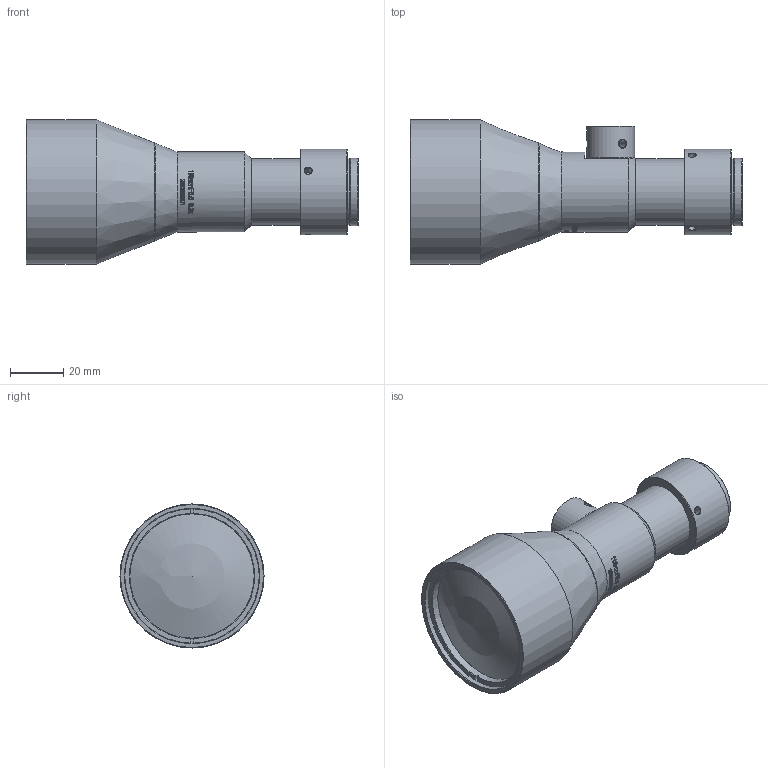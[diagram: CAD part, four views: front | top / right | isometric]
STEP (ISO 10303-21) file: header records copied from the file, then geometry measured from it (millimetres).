
FILE_DESCRIPTION(/* description */ (''),/* implementation_level */ '2;1');
FILE_NAME(/* name */ 'TC030110A_ASM.stp',/* time_stamp */ '2022-03-22T14:31:47+08:00',/* author */ (''),/* organization */ (''),/* preprocessor_version */ 'ST-DEVELOPER v16',/* originating_system */ 'SIEMENS PLM Software NX 10.0',/* authorisation */ '');
FILE_SCHEMA (('AUTOMOTIVE_DESIGN { 1 0 10303 214 3 1 1 1 }'));
Length unit declared in the file: millimetre
Products named in the file (1): FLY2C402F684ggj
Bounding box: 124.47 x 54 x 54 mm (x, y, z)
Volume: 64712.9 mm3; surface area: 44598.1 mm2
Topology: 8 solids, 8 shells, 594 faces, 1477 edges, 966 vertices
Faces by surface type: plane 189, extrusion 181, cylinder 115, cone 91, bspline 14, sphere 4
Full cylindrical faces by diameter (mm): 2.7 x3, 3 x3, 5.08 x1, 5.48 x1, 5.88 x1, 6.28 x1, 6.68 x1, 7.2 x1, 8 x1, 10.5 x1, 11.8 x1, 12.4 x2, 12.6 x1, 13.2 x2, 14 x1, 15.6 x1, 18 x3, 18.4 x1, 19.2 x1, 19.4 x3, 20.2 x2, 20.4 x3, 21 x1, 21.2 x2, 21.4 x1, 22 x1, 22.2 x1, 24.6 x1, 25 x2, 25.4 x1
Entity records: 21578 total; most frequent: CARTESIAN_POINT 8945, ORIENTED_EDGE 2568, DIRECTION 2107, EDGE_CURVE 1284, VERTEX_POINT 919, EDGE_LOOP 833, AXIS2_PLACEMENT_3D 771, B_SPLINE_CURVE_WITH_KNOTS 710
